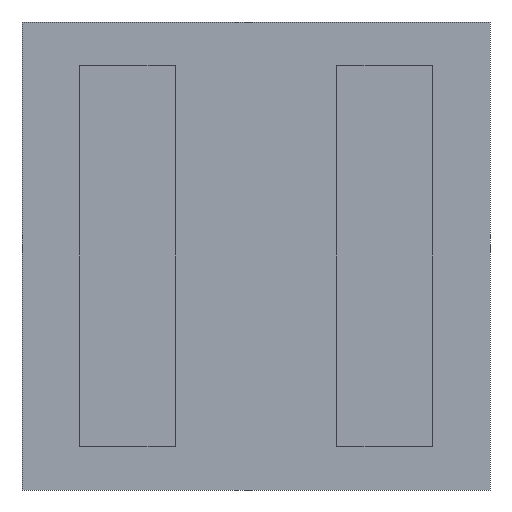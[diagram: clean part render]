
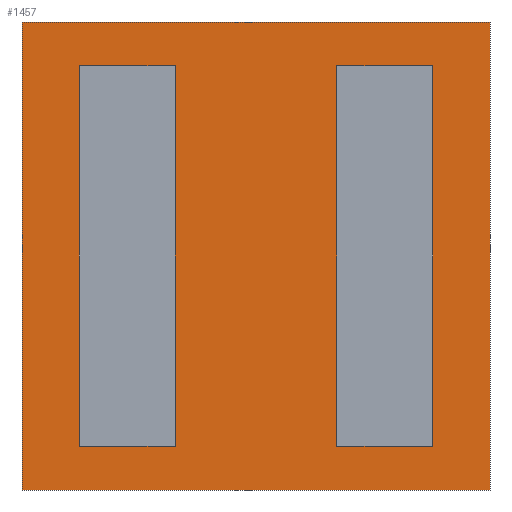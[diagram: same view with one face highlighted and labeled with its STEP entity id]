
A CAD part, front view. The second image highlights one B-rep face of the part: STEP entity #1457.
In plain terms, the highlighted planar face has unit normal (0, -1, 0).
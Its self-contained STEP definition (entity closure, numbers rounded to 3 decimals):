
#196=FACE_OUTER_BOUND('',#283,.T.);
#283=EDGE_LOOP('',(#1307,#1308,#1309,#1310));
#431=LINE('',#2661,#582);
#432=LINE('',#2663,#583);
#433=LINE('',#2665,#584);
#434=LINE('',#2666,#585);
#582=VECTOR('',#1824,10.);
#583=VECTOR('',#1825,10.);
#584=VECTOR('',#1826,10.);
#585=VECTOR('',#1827,10.);
#720=VERTEX_POINT('',#2659);
#721=VERTEX_POINT('',#2660);
#722=VERTEX_POINT('',#2662);
#723=VERTEX_POINT('',#2664);
#917=EDGE_CURVE('',#720,#721,#431,.T.);
#918=EDGE_CURVE('',#721,#722,#432,.T.);
#919=EDGE_CURVE('',#722,#723,#433,.T.);
#920=EDGE_CURVE('',#723,#720,#434,.T.);
#1307=ORIENTED_EDGE('',*,*,#917,.T.);
#1308=ORIENTED_EDGE('',*,*,#918,.T.);
#1309=ORIENTED_EDGE('',*,*,#919,.T.);
#1310=ORIENTED_EDGE('',*,*,#920,.T.);
#1377=PLANE('',#1556);
#1457=ADVANCED_FACE('',(#196),#1377,.F.);
#1556=AXIS2_PLACEMENT_3D('',#2658,#1822,#1823);
#1822=DIRECTION('center_axis',(0.,1.,0.));
#1823=DIRECTION('ref_axis',(0.,0.,1.));
#1824=DIRECTION('',(-1.,0.,0.));
#1825=DIRECTION('',(0.,0.,-1.));
#1826=DIRECTION('',(1.,0.,0.));
#1827=DIRECTION('',(0.,0.,1.));
#2658=CARTESIAN_POINT('Origin',(-2.,0.,2.));
#2659=CARTESIAN_POINT('',(0.,0.,4.));
#2660=CARTESIAN_POINT('',(-4.,0.,4.));
#2661=CARTESIAN_POINT('',(-2.,0.,4.));
#2662=CARTESIAN_POINT('',(-4.,0.,0.));
#2663=CARTESIAN_POINT('',(-4.,0.,2.));
#2664=CARTESIAN_POINT('',(0.,0.,0.));
#2665=CARTESIAN_POINT('',(-2.,0.,0.));
#2666=CARTESIAN_POINT('',(0.,0.,2.));
